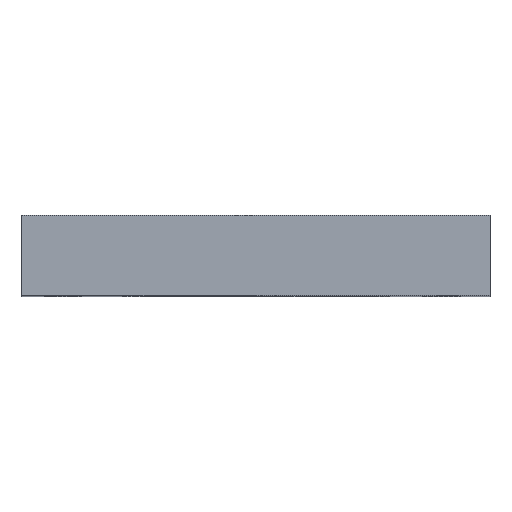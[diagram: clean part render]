
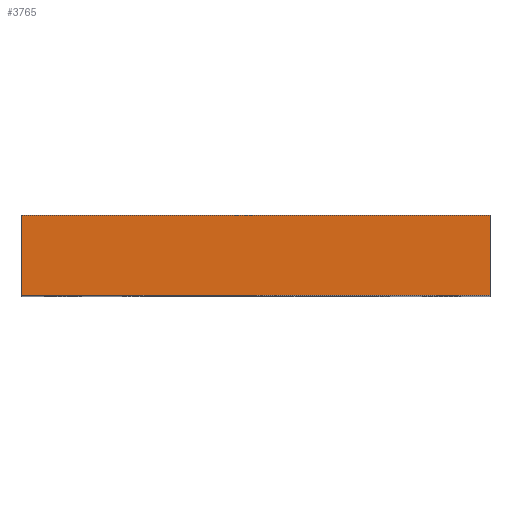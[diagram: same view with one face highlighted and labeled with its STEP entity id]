
A CAD part, top view. The second image highlights one B-rep face of the part: STEP entity #3765.
In plain terms, the highlighted planar face has unit normal (0, 0, 1).
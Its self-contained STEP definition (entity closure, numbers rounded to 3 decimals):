
#57=PLANE('',#3992);
#265=FACE_OUTER_BOUND('',#472,.T.);
#472=EDGE_LOOP('',(#3347,#3348,#3349,#3350));
#1009=LINE('',#10793,#1215);
#1063=LINE('',#16133,#1269);
#1064=LINE('',#16136,#1270);
#1065=LINE('',#16137,#1271);
#1215=VECTOR('',#4487,10.);
#1269=VECTOR('',#4641,10.);
#1270=VECTOR('',#4644,10.);
#1271=VECTOR('',#4645,10.);
#1613=VERTEX_POINT('',#10790);
#1614=VERTEX_POINT('',#10792);
#1659=VERTEX_POINT('',#16129);
#1661=VERTEX_POINT('',#16135);
#2129=EDGE_CURVE('',#1613,#1614,#1009,.T.);
#2239=EDGE_CURVE('',#1659,#1614,#1063,.T.);
#2240=EDGE_CURVE('',#1661,#1659,#1064,.T.);
#2241=EDGE_CURVE('',#1661,#1613,#1065,.T.);
#3347=ORIENTED_EDGE('',*,*,#2240,.T.);
#3348=ORIENTED_EDGE('',*,*,#2239,.T.);
#3349=ORIENTED_EDGE('',*,*,#2129,.F.);
#3350=ORIENTED_EDGE('',*,*,#2241,.F.);
#3765=ADVANCED_FACE('',(#265),#57,.T.);
#3992=AXIS2_PLACEMENT_3D('',#16134,#4642,#4643);
#4487=DIRECTION('',(1.,0.,0.));
#4641=DIRECTION('',(0.,1.,0.));
#4642=DIRECTION('center_axis',(0.,0.,1.));
#4643=DIRECTION('ref_axis',(1.,0.,0.));
#4644=DIRECTION('',(1.,0.,0.));
#4645=DIRECTION('',(0.,1.,0.));
#10790=CARTESIAN_POINT('',(-17.5,6.,17.8));
#10792=CARTESIAN_POINT('',(17.5,6.,17.8));
#10793=CARTESIAN_POINT('',(-17.5,6.,17.8));
#16129=CARTESIAN_POINT('',(17.5,0.,17.8));
#16133=CARTESIAN_POINT('',(17.5,0.,17.8));
#16134=CARTESIAN_POINT('Origin',(-17.5,0.,17.8));
#16135=CARTESIAN_POINT('',(-17.5,0.,17.8));
#16136=CARTESIAN_POINT('',(-17.5,0.,17.8));
#16137=CARTESIAN_POINT('',(-17.5,0.,17.8));
